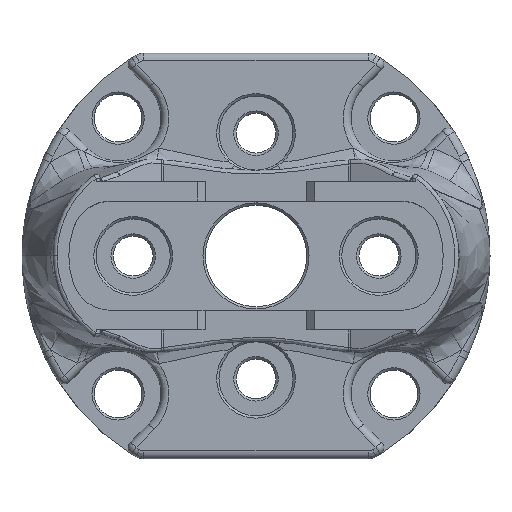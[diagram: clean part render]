
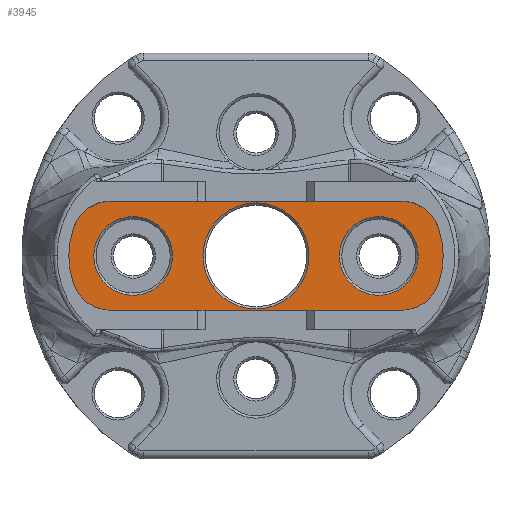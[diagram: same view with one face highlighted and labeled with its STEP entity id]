
A CAD part, top view. The second image highlights one B-rep face of the part: STEP entity #3945.
In plain terms, the highlighted planar face has unit normal (0, 0, 1).
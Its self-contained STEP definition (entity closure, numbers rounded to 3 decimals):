
#244=FACE_BOUND('',#660,.T.);
#245=FACE_BOUND('',#661,.T.);
#246=FACE_BOUND('',#662,.T.);
#387=FACE_OUTER_BOUND('',#659,.T.);
#659=EDGE_LOOP('',(#3304,#3305,#3306,#3307,#3308,#3309,#3310,#3311));
#660=EDGE_LOOP('',(#3312));
#661=EDGE_LOOP('',(#3313));
#662=EDGE_LOOP('',(#3314));
#1079=CIRCLE('',#4336,11.);
#1084=CIRCLE('',#4344,11.);
#1105=CIRCLE('',#4372,5.);
#1106=CIRCLE('',#4373,5.);
#1107=CIRCLE('',#4374,5.);
#1108=CIRCLE('',#4375,5.);
#1109=CIRCLE('',#4376,6.8);
#1110=CIRCLE('',#4377,5.05);
#1111=CIRCLE('',#4378,5.05);
#1323=LINE('',#15634,#1514);
#1327=LINE('',#15645,#1518);
#1514=VECTOR('',#5183,37.314);
#1518=VECTOR('',#5193,37.314);
#1890=VERTEX_POINT('',#15623);
#1891=VERTEX_POINT('',#15625);
#1892=VERTEX_POINT('',#15631);
#1893=VERTEX_POINT('',#15633);
#1896=VERTEX_POINT('',#15642);
#1897=VERTEX_POINT('',#15644);
#1900=VERTEX_POINT('',#15653);
#1901=VERTEX_POINT('',#15654);
#1910=VERTEX_POINT('',#17361);
#1911=VERTEX_POINT('',#17363);
#1912=VERTEX_POINT('',#17365);
#2360=EDGE_CURVE('',#1890,#1891,#1079,.F.);
#2365=EDGE_CURVE('',#1892,#1893,#1323,.T.);
#2371=EDGE_CURVE('',#1896,#1897,#1327,.T.);
#2376=EDGE_CURVE('',#1900,#1901,#1084,.F.);
#2417=EDGE_CURVE('',#1890,#1897,#1105,.T.);
#2418=EDGE_CURVE('',#1896,#1901,#1106,.T.);
#2419=EDGE_CURVE('',#1900,#1893,#1107,.T.);
#2420=EDGE_CURVE('',#1892,#1891,#1108,.T.);
#2421=EDGE_CURVE('',#1910,#1910,#1109,.F.);
#2422=EDGE_CURVE('',#1911,#1911,#1110,.F.);
#2423=EDGE_CURVE('',#1912,#1912,#1111,.F.);
#3304=ORIENTED_EDGE('',*,*,#2360,.F.);
#3305=ORIENTED_EDGE('',*,*,#2417,.T.);
#3306=ORIENTED_EDGE('',*,*,#2371,.F.);
#3307=ORIENTED_EDGE('',*,*,#2418,.T.);
#3308=ORIENTED_EDGE('',*,*,#2376,.F.);
#3309=ORIENTED_EDGE('',*,*,#2419,.T.);
#3310=ORIENTED_EDGE('',*,*,#2365,.F.);
#3311=ORIENTED_EDGE('',*,*,#2420,.T.);
#3312=ORIENTED_EDGE('',*,*,#2421,.T.);
#3313=ORIENTED_EDGE('',*,*,#2422,.T.);
#3314=ORIENTED_EDGE('',*,*,#2423,.T.);
#3800=PLANE('',#4371);
#3945=ADVANCED_FACE('',(#387,#244,#245,#246),#3800,.T.);
#4336=AXIS2_PLACEMENT_3D('',#15626,#5175,#5176);
#4344=AXIS2_PLACEMENT_3D('',#15655,#5202,#5203);
#4371=AXIS2_PLACEMENT_3D('',#17356,#5266,#5267);
#4372=AXIS2_PLACEMENT_3D('',#17357,#5268,#5269);
#4373=AXIS2_PLACEMENT_3D('',#17358,#5270,#5271);
#4374=AXIS2_PLACEMENT_3D('',#17359,#5272,#5273);
#4375=AXIS2_PLACEMENT_3D('',#17360,#5274,#5275);
#4376=AXIS2_PLACEMENT_3D('',#17362,#5276,#5277);
#4377=AXIS2_PLACEMENT_3D('',#17364,#5278,#5279);
#4378=AXIS2_PLACEMENT_3D('',#17366,#5280,#5281);
#5175=DIRECTION('center_axis',(0.,0.,1.));
#5176=DIRECTION('ref_axis',(1.,0.,0.));
#5183=DIRECTION('',(1.,0.,0.));
#5193=DIRECTION('',(-1.,0.,0.));
#5202=DIRECTION('center_axis',(0.,0.,1.));
#5203=DIRECTION('ref_axis',(1.,0.,0.));
#5266=DIRECTION('center_axis',(0.,0.,1.));
#5267=DIRECTION('ref_axis',(1.,0.,0.));
#5268=DIRECTION('center_axis',(0.,0.,1.));
#5269=DIRECTION('ref_axis',(1.,0.,0.));
#5270=DIRECTION('center_axis',(0.,0.,1.));
#5271=DIRECTION('ref_axis',(1.,0.,0.));
#5272=DIRECTION('center_axis',(0.,0.,1.));
#5273=DIRECTION('ref_axis',(1.,0.,0.));
#5274=DIRECTION('center_axis',(0.,0.,1.));
#5275=DIRECTION('ref_axis',(1.,0.,0.));
#5276=DIRECTION('center_axis',(0.,0.,1.));
#5277=DIRECTION('ref_axis',(1.,0.,0.));
#5278=DIRECTION('center_axis',(0.,0.,1.));
#5279=DIRECTION('ref_axis',(1.,0.,0.));
#5280=DIRECTION('center_axis',(0.,0.,1.));
#5281=DIRECTION('ref_axis',(1.,0.,0.));
#15623=CARTESIAN_POINT('',(-23.371,-3.667,10.));
#15625=CARTESIAN_POINT('',(-23.371,3.667,10.));
#15626=CARTESIAN_POINT('Origin',(-13.,0.,10.));
#15631=CARTESIAN_POINT('',(-18.657,7.,10.));
#15633=CARTESIAN_POINT('',(18.657,7.,10.));
#15634=CARTESIAN_POINT('',(-18.657,7.,10.));
#15642=CARTESIAN_POINT('',(18.657,-7.,10.));
#15644=CARTESIAN_POINT('',(-18.657,-7.,10.));
#15645=CARTESIAN_POINT('',(18.657,-7.,10.));
#15653=CARTESIAN_POINT('',(23.371,3.667,10.));
#15654=CARTESIAN_POINT('',(23.371,-3.667,10.));
#15655=CARTESIAN_POINT('Origin',(13.,0.,10.));
#17356=CARTESIAN_POINT('Origin',(0.,0.,10.));
#17357=CARTESIAN_POINT('Origin',(-18.657,-2.,10.));
#17358=CARTESIAN_POINT('Origin',(18.657,-2.,10.));
#17359=CARTESIAN_POINT('Origin',(18.657,2.,10.));
#17360=CARTESIAN_POINT('Origin',(-18.657,2.,10.));
#17361=CARTESIAN_POINT('',(-6.8,0.,10.));
#17362=CARTESIAN_POINT('Origin',(0.,0.,10.));
#17363=CARTESIAN_POINT('',(10.7,0.,10.));
#17364=CARTESIAN_POINT('Origin',(15.75,0.,10.));
#17365=CARTESIAN_POINT('',(-20.8,0.,10.));
#17366=CARTESIAN_POINT('Origin',(-15.75,0.,10.));
